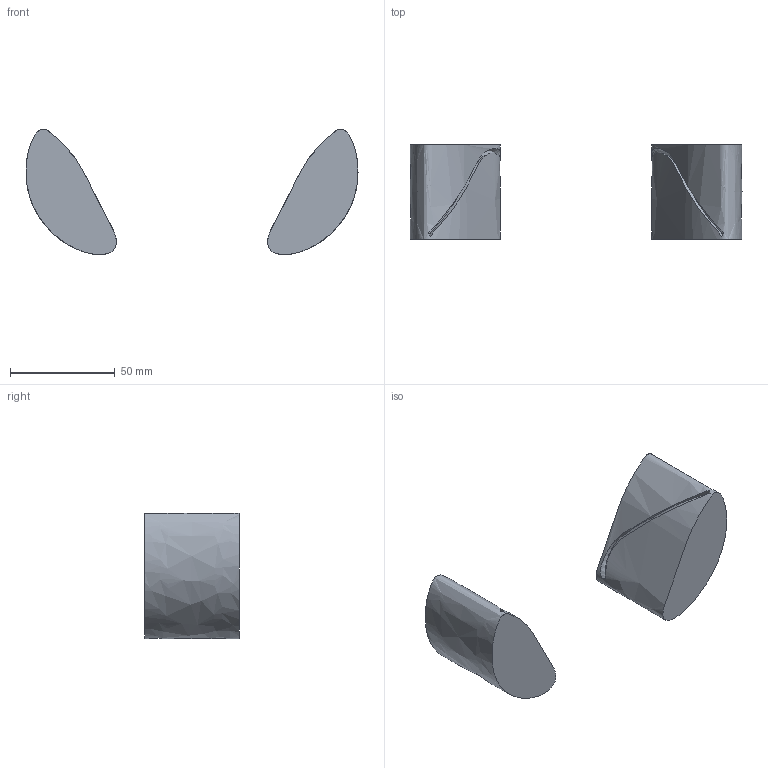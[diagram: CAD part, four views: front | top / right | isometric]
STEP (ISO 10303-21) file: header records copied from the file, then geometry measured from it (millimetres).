
FILE_DESCRIPTION(/* description */ ('','CAx-IF Rec.Pracs.---Representation and Presentation of Product Manufacturing Information (PMI)---4.0---2014-10-13'),/* implementation_level */ '2;1');
FILE_NAME(/* name */ 'Holder.step',/* time_stamp */ '2025-02-06T10:20:15-05:00',/* author */ (''),/* organization */ (''),/* preprocessor_version */ 'ST-DEVELOPER v20',/* originating_system */ 'Autodesk Translation Framework v13.20.0.188',/* authorisation */ '');
FILE_SCHEMA (('AP242_MANAGED_MODEL_BASED_3D_ENGINEERING_MIM_LF { 1 0 10303 442 1 1 4 }'));
Length unit declared in the file: millimetre
Products named in the file (1): Holder
Bounding box: 158.14 x 45 x 59.69 mm (x, y, z)
Volume: 132880.7 mm3; surface area: 20597.4 mm2
Topology: 2 solids, 2 shells, 16 faces, 30 edges, 20 vertices
Faces by surface type: bspline 12, plane 4
Entity records: 11516 total; most frequent: CARTESIAN_POINT 11249, ORIENTED_EDGE 60, EDGE_CURVE 30, B_SPLINE_CURVE_WITH_KNOTS 24, VERTEX_POINT 20, EDGE_LOOP 18, FACE_OUTER_BOUND 16, ADVANCED_FACE 16
